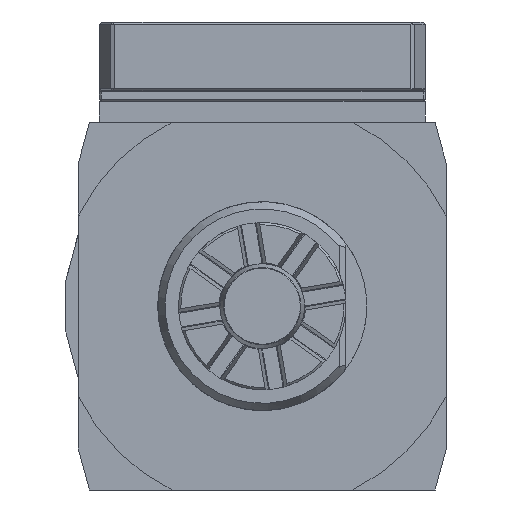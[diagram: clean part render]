
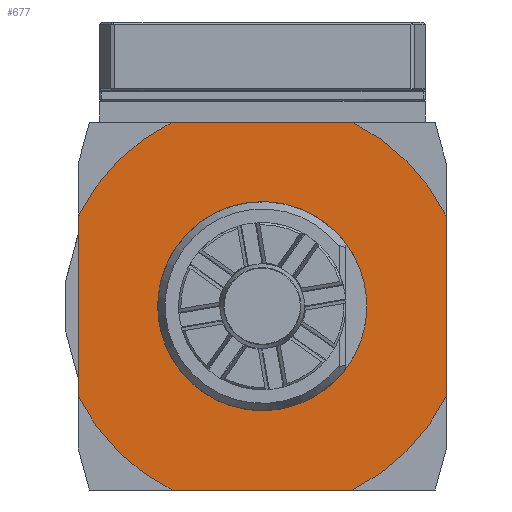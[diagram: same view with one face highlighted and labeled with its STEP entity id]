
A CAD part, front view. The second image highlights one B-rep face of the part: STEP entity #677.
In plain terms, the highlighted planar face has unit normal (0, -1, 0).
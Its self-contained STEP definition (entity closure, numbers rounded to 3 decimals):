
#480 = CARTESIAN_POINT ( 'NONE',  ( 44., -37., 44. ) ) ;
#677 = ADVANCED_FACE ( 'Defeature completata1_13', ( #17706, #13213 ), #12894, .T. ) ;
#735 = AXIS2_PLACEMENT_3D ( 'NONE', #10749, #15548, #23078 ) ;
#796 = LINE ( 'NONE', #24925, #24903 ) ;
#855 = EDGE_CURVE ( 'NONE', #22232, #30496, #16727, .T. ) ;
#872 = AXIS2_PLACEMENT_3D ( 'NONE', #12622, #12936, #20159 ) ;
#937 = CARTESIAN_POINT ( 'NONE',  ( 44., -37., 44. ) ) ;
#2142 = EDGE_LOOP ( 'NONE', ( #3120 ) ) ;
#2237 = VERTEX_POINT ( 'NONE', #26924 ) ;
#2528 = CARTESIAN_POINT ( 'NONE',  ( 21.564, -37., 44. ) ) ;
#2659 = EDGE_CURVE ( 'NONE', #25871, #16723, #10101, .T. ) ;
#2833 = AXIS2_PLACEMENT_3D ( 'NONE', #31674, #6812, #9711 ) ;
#2994 = VECTOR ( 'NONE', #8518, 1000. ) ;
#3120 = ORIENTED_EDGE ( 'NONE', *, *, #9187, .F. ) ;
#3696 = CARTESIAN_POINT ( 'NONE',  ( -21.564, -37., 44. ) ) ;
#4941 = VERTEX_POINT ( 'NONE', #31763 ) ;
#5130 = VERTEX_POINT ( 'NONE', #8004 ) ;
#5215 = EDGE_CURVE ( 'NONE', #13167, #22232, #6051, .T. ) ;
#6051 = CIRCLE ( 'NONE', #872, 49. ) ;
#6400 = VECTOR ( 'NONE', #10299, 1000. ) ;
#6695 = CARTESIAN_POINT ( 'NONE',  ( -44., -37., 21.564 ) ) ;
#6812 = DIRECTION ( 'NONE',  ( 0., -1., 0. ) ) ;
#7022 = EDGE_CURVE ( 'NONE', #4941, #2237, #14628, .T. ) ;
#7308 = CARTESIAN_POINT ( 'NONE',  ( 0., -37., 0. ) ) ;
#7436 = ORIENTED_EDGE ( 'NONE', *, *, #855, .T. ) ;
#8004 = CARTESIAN_POINT ( 'NONE',  ( 0., -37., -24.8 ) ) ;
#8518 = DIRECTION ( 'NONE',  ( 0., 0., -1. ) ) ;
#8557 = ORIENTED_EDGE ( 'NONE', *, *, #5215, .T. ) ;
#9187 = EDGE_CURVE ( 'NONE', #5130, #5130, #12637, .T. ) ;
#9711 = DIRECTION ( 'NONE',  ( 0., 0., -1. ) ) ;
#9712 = CARTESIAN_POINT ( 'NONE',  ( 0., -37., 0. ) ) ;
#10015 = DIRECTION ( 'NONE',  ( -1., 0., 0. ) ) ;
#10101 = CIRCLE ( 'NONE', #28021, 49. ) ;
#10299 = DIRECTION ( 'NONE',  ( 0., 0., -1. ) ) ;
#10749 = CARTESIAN_POINT ( 'NONE',  ( 0., -37., 0. ) ) ;
#11531 = ORIENTED_EDGE ( 'NONE', *, *, #28592, .F. ) ;
#11749 = CARTESIAN_POINT ( 'NONE',  ( -21.564, -37., -44. ) ) ;
#12568 = LINE ( 'NONE', #937, #2994 ) ;
#12622 = CARTESIAN_POINT ( 'NONE',  ( 0., -37., 0. ) ) ;
#12637 = CIRCLE ( 'NONE', #2833, 24.8 ) ;
#12894 = PLANE ( 'NONE',  #19141 ) ;
#12936 = DIRECTION ( 'NONE',  ( 0., -1., 0. ) ) ;
#13167 = VERTEX_POINT ( 'NONE', #16165 ) ;
#13213 = FACE_BOUND ( 'NONE', #2142, .T. ) ;
#14628 = CIRCLE ( 'NONE', #735, 49. ) ;
#15156 = DIRECTION ( 'NONE',  ( -1., 0., 0. ) ) ;
#15391 = CARTESIAN_POINT ( 'NONE',  ( -44., -37., -21.564 ) ) ;
#15548 = DIRECTION ( 'NONE',  ( 0., -1., 0. ) ) ;
#16165 = CARTESIAN_POINT ( 'NONE',  ( 44., -37., 21.564 ) ) ;
#16723 = VERTEX_POINT ( 'NONE', #11749 ) ;
#16727 = LINE ( 'NONE', #31158, #24757 ) ;
#17706 = FACE_OUTER_BOUND ( 'NONE', #26690, .T. ) ;
#19141 = AXIS2_PLACEMENT_3D ( 'NONE', #480, #22670, #10015 ) ;
#19295 = ORIENTED_EDGE ( 'NONE', *, *, #2659, .T. ) ;
#19522 = VERTEX_POINT ( 'NONE', #6695 ) ;
#19531 = DIRECTION ( 'NONE',  ( -1., 0., 0. ) ) ;
#19623 = LINE ( 'NONE', #24736, #6400 ) ;
#19938 = EDGE_CURVE ( 'NONE', #4941, #16723, #796, .T. ) ;
#20136 = DIRECTION ( 'NONE',  ( 0., -1., 0. ) ) ;
#20159 = DIRECTION ( 'NONE',  ( -1., 0., 0. ) ) ;
#21611 = EDGE_CURVE ( 'NONE', #19522, #25871, #19623, .T. ) ;
#22232 = VERTEX_POINT ( 'NONE', #2528 ) ;
#22670 = DIRECTION ( 'NONE',  ( 0., -1., 0. ) ) ;
#23078 = DIRECTION ( 'NONE',  ( -1., 0., 0. ) ) ;
#23508 = ORIENTED_EDGE ( 'NONE', *, *, #21611, .T. ) ;
#24075 = AXIS2_PLACEMENT_3D ( 'NONE', #7308, #24646, #19531 ) ;
#24646 = DIRECTION ( 'NONE',  ( 0., -1., 0. ) ) ;
#24724 = ORIENTED_EDGE ( 'NONE', *, *, #7022, .T. ) ;
#24736 = CARTESIAN_POINT ( 'NONE',  ( -44., -37., 44. ) ) ;
#24757 = VECTOR ( 'NONE', #26517, 1000. ) ;
#24903 = VECTOR ( 'NONE', #27664, 1000. ) ;
#24925 = CARTESIAN_POINT ( 'NONE',  ( 44., -37., -44. ) ) ;
#25250 = EDGE_CURVE ( 'NONE', #30496, #19522, #31760, .T. ) ;
#25871 = VERTEX_POINT ( 'NONE', #15391 ) ;
#26517 = DIRECTION ( 'NONE',  ( -1., 0., 0. ) ) ;
#26690 = EDGE_LOOP ( 'NONE', ( #23508, #19295, #29666, #24724, #11531, #8557, #7436, #29709 ) ) ;
#26924 = CARTESIAN_POINT ( 'NONE',  ( 44., -37., -21.564 ) ) ;
#27664 = DIRECTION ( 'NONE',  ( -1., 0., 0. ) ) ;
#28021 = AXIS2_PLACEMENT_3D ( 'NONE', #9712, #20136, #15156 ) ;
#28592 = EDGE_CURVE ( 'NONE', #13167, #2237, #12568, .T. ) ;
#29666 = ORIENTED_EDGE ( 'NONE', *, *, #19938, .F. ) ;
#29709 = ORIENTED_EDGE ( 'NONE', *, *, #25250, .T. ) ;
#30496 = VERTEX_POINT ( 'NONE', #3696 ) ;
#31158 = CARTESIAN_POINT ( 'NONE',  ( 44., -37., 44. ) ) ;
#31674 = CARTESIAN_POINT ( 'NONE',  ( 0., -37., 0. ) ) ;
#31760 = CIRCLE ( 'NONE', #24075, 49. ) ;
#31763 = CARTESIAN_POINT ( 'NONE',  ( 21.564, -37., -44. ) ) ;
